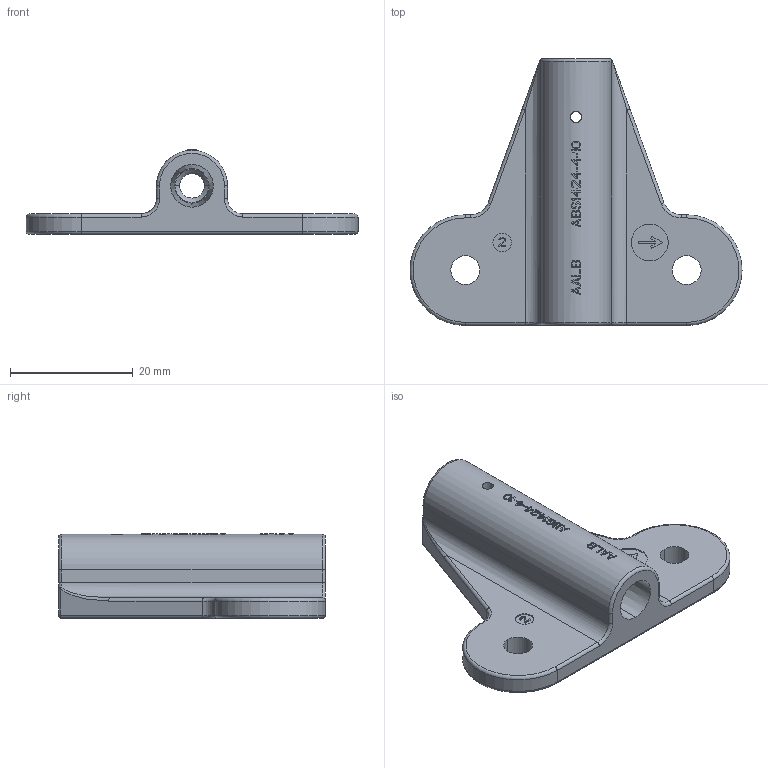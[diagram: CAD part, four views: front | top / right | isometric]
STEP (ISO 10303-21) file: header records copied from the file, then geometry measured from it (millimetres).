
FILE_DESCRIPTION((''),'2;1');
FILE_NAME('35400031313','2020-08-27T',('presta_be4'),(''),'CREO PARAMETRIC BY PTC INC, 2018360','CREO PARAMETRIC BY PTC INC, 2018360','');
FILE_SCHEMA(('CONFIG_CONTROL_DESIGN'));
Length unit declared in the file: millimetre
Products named in the file (1): 35400031313
Bounding box: 54 x 43.4 x 13.75 mm (x, y, z)
Volume: 7272.2 mm3; surface area: 5154 mm2
Topology: 1 solids, 1 shells, 477 faces, 1268 edges, 824 vertices
Faces by surface type: plane 365, cylinder 78, torus 18, sphere 8, cone 6, bspline 2
Entity records: 15017 total; most frequent: CARTESIAN_POINT 3650, ORIENTED_EDGE 2536, DIRECTION 2075, EDGE_CURVE 1268, VERTEX_POINT 824, AXIS2_PLACEMENT_3D 713, VECTOR 649, LINE 649
